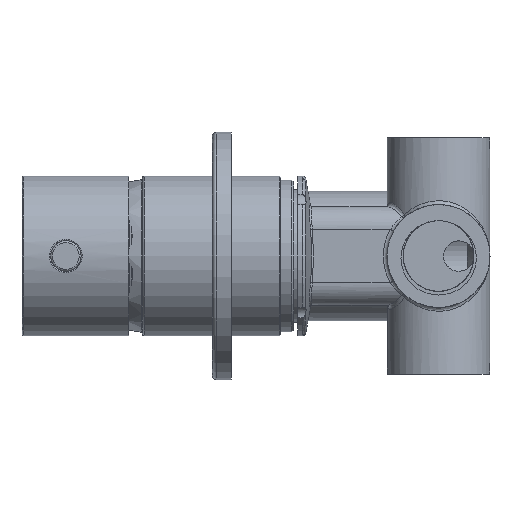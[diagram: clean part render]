
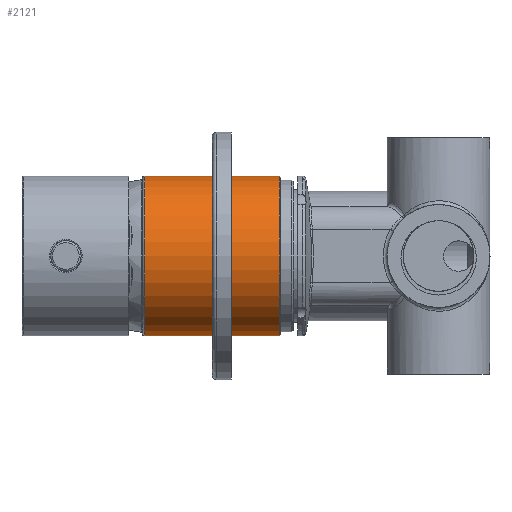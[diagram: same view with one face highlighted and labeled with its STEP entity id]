
A CAD part, left-side view. The second image highlights one B-rep face of the part: STEP entity #2121.
In plain terms, the highlighted cylindrical face has radius 21 mm (diameter 42 mm), a partial arc.
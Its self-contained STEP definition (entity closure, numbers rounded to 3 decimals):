
#1165=FACE_OUTER_BOUND('',#4328,.T.);
#2121=ADVANCED_FACE('',(#1165),#2888,.T.);
#2888=CYLINDRICAL_SURFACE('',#18094,21.);
#4328=EDGE_LOOP('',(#6902,#6903,#6904,#6905));
#6902=ORIENTED_EDGE('',*,*,#12593,.F.);
#6903=ORIENTED_EDGE('',*,*,#12594,.F.);
#6904=ORIENTED_EDGE('',*,*,#12595,.F.);
#6905=ORIENTED_EDGE('',*,*,#12596,.T.);
#10629=VERTEX_POINT('',#47676);
#10630=VERTEX_POINT('',#47677);
#10631=VERTEX_POINT('',#47679);
#10632=VERTEX_POINT('',#47681);
#12593=EDGE_CURVE('',#10629,#10630,#15640,.T.);
#12594=EDGE_CURVE('',#10631,#10629,#14595,.T.);
#12595=EDGE_CURVE('',#10632,#10631,#15641,.T.);
#12596=EDGE_CURVE('',#10632,#10630,#14596,.T.);
#14595=CIRCLE('',#18092,21.);
#14596=CIRCLE('',#18093,21.);
#15640=LINE('',#47675,#16583);
#15641=LINE('',#47680,#16584);
#16583=VECTOR('',#21275,1.);
#16584=VECTOR('',#21278,1.);
#18092=AXIS2_PLACEMENT_3D('',#47678,#21276,#21277);
#18093=AXIS2_PLACEMENT_3D('',#47682,#21279,#21280);
#18094=AXIS2_PLACEMENT_3D('',#47683,#21281,#21282);
#21275=DIRECTION('',(0.,1.,0.));
#21276=DIRECTION('',(0.,-1.,0.));
#21277=DIRECTION('',(0.,0.,1.));
#21278=DIRECTION('',(0.,-1.,0.));
#21279=DIRECTION('',(0.,-1.,0.));
#21280=DIRECTION('',(0.,0.,1.));
#21281=DIRECTION('',(0.,-1.,0.));
#21282=DIRECTION('',(0.,0.,-1.));
#47675=CARTESIAN_POINT('',(0.,-55.627,-21.));
#47676=CARTESIAN_POINT('',(0.,-55.627,-21.));
#47677=CARTESIAN_POINT('',(0.,-20.227,-21.));
#47678=CARTESIAN_POINT('',(0.,-55.627,0.));
#47679=CARTESIAN_POINT('',(0.,-55.627,21.));
#47680=CARTESIAN_POINT('',(0.,-20.227,21.));
#47681=CARTESIAN_POINT('',(0.,-20.227,21.));
#47682=CARTESIAN_POINT('',(0.,-20.227,0.));
#47683=CARTESIAN_POINT('',(0.,-17.812,0.));
